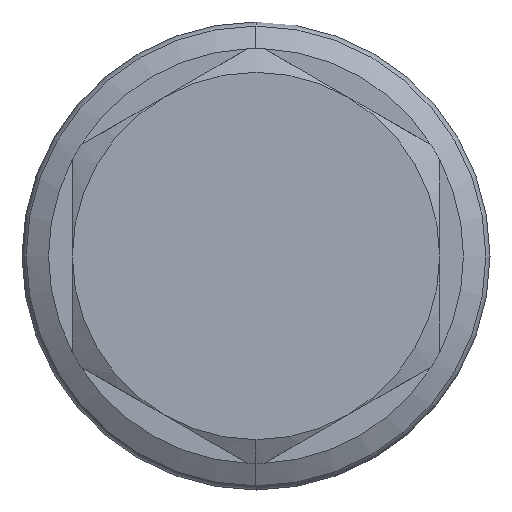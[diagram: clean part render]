
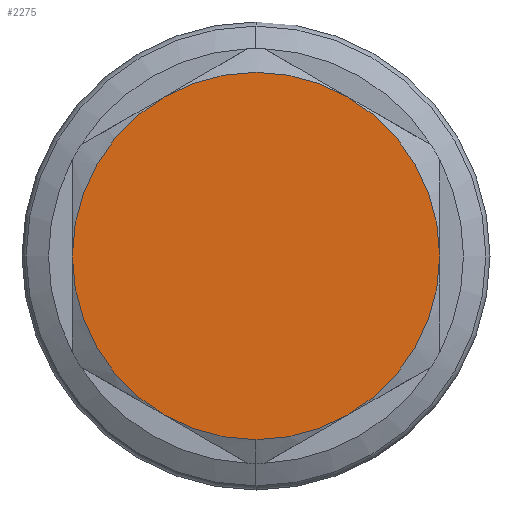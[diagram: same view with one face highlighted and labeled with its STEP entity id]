
A CAD part, left-side view. The second image highlights one B-rep face of the part: STEP entity #2275.
In plain terms, the highlighted planar face has unit normal (-1, 0, 0).
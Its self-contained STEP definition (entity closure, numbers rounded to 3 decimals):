
#120 = VERTEX_POINT ( 'NONE', #9619 ) ;
#435 = VERTEX_POINT ( 'NONE', #4726 ) ;
#590 = FACE_OUTER_BOUND ( 'NONE', #13055, .T. ) ;
#908 = VERTEX_POINT ( 'NONE', #12241 ) ;
#998 = VERTEX_POINT ( 'NONE', #11450 ) ;
#1003 = AXIS2_PLACEMENT_3D ( 'NONE', #7642, #6495, #10653 ) ;
#1363 = CARTESIAN_POINT ( 'NONE',  ( 0., 0., 0. ) ) ;
#1618 = VERTEX_POINT ( 'NONE', #11203 ) ;
#2051 = DIRECTION ( 'NONE',  ( 1., 0., 0. ) ) ;
#2266 = DIRECTION ( 'NONE',  ( 0., 0., -1. ) ) ;
#2275 = ADVANCED_FACE ( 'NONE', ( #590 ), #11589, .T. ) ;
#2518 = CIRCLE ( 'NONE', #10146, 15.85 ) ;
#2677 = CARTESIAN_POINT ( 'NONE',  ( 0., 7.925, -13.727 ) ) ;
#2704 = EDGE_CURVE ( 'NONE', #998, #1618, #2518, .T. ) ;
#2935 = CIRCLE ( 'NONE', #10757, 15.85 ) ;
#2966 = DIRECTION ( 'NONE',  ( 1., 0., 0. ) ) ;
#3081 = DIRECTION ( 'NONE',  ( 0., 0., -1. ) ) ;
#3292 = AXIS2_PLACEMENT_3D ( 'NONE', #10610, #4363, #5274 ) ;
#3370 = CIRCLE ( 'NONE', #4276, 15.85 ) ;
#3576 = DIRECTION ( 'NONE',  ( 0., 0., -1. ) ) ;
#3917 = EDGE_CURVE ( 'NONE', #435, #6148, #10712, .T. ) ;
#4063 = CARTESIAN_POINT ( 'NONE',  ( 0., 0., 0. ) ) ;
#4276 = AXIS2_PLACEMENT_3D ( 'NONE', #11895, #11851, #6759 ) ;
#4363 = DIRECTION ( 'NONE',  ( 1., 0., 0. ) ) ;
#4726 = CARTESIAN_POINT ( 'NONE',  ( 0., 0., -15.85 ) ) ;
#5274 = DIRECTION ( 'NONE',  ( 0., 0., -1. ) ) ;
#6008 = ORIENTED_EDGE ( 'NONE', *, *, #12461, .F. ) ;
#6148 = VERTEX_POINT ( 'NONE', #2677 ) ;
#6443 = ORIENTED_EDGE ( 'NONE', *, *, #2704, .F. ) ;
#6495 = DIRECTION ( 'NONE',  ( -1., 0., 0. ) ) ;
#6504 = EDGE_CURVE ( 'NONE', #12995, #120, #13075, .T. ) ;
#6702 = DIRECTION ( 'NONE',  ( 1., 0., 0. ) ) ;
#6759 = DIRECTION ( 'NONE',  ( 0., 0., -1. ) ) ;
#6819 = ORIENTED_EDGE ( 'NONE', *, *, #8916, .F. ) ;
#7090 = DIRECTION ( 'NONE',  ( 0., 0., -1. ) ) ;
#7308 = AXIS2_PLACEMENT_3D ( 'NONE', #4063, #2966, #7090 ) ;
#7642 = CARTESIAN_POINT ( 'NONE',  ( 0., 0., 0. ) ) ;
#7880 = AXIS2_PLACEMENT_3D ( 'NONE', #10913, #9136, #3081 ) ;
#8320 = CARTESIAN_POINT ( 'NONE',  ( 0., 0., 0. ) ) ;
#8406 = CARTESIAN_POINT ( 'NONE',  ( 0., 0., 0. ) ) ;
#8903 = AXIS2_PLACEMENT_3D ( 'NONE', #1363, #6702, #3576 ) ;
#8916 = EDGE_CURVE ( 'NONE', #908, #12995, #12536, .T. ) ;
#9136 = DIRECTION ( 'NONE',  ( 1., 0., 0. ) ) ;
#9190 = DIRECTION ( 'NONE',  ( 0., 0., -1. ) ) ;
#9463 = EDGE_CURVE ( 'NONE', #120, #998, #3370, .T. ) ;
#9465 = ORIENTED_EDGE ( 'NONE', *, *, #12599, .F. ) ;
#9619 = CARTESIAN_POINT ( 'NONE',  ( 0., -7.925, 13.727 ) ) ;
#10146 = AXIS2_PLACEMENT_3D ( 'NONE', #8406, #10584, #2266 ) ;
#10345 = CIRCLE ( 'NONE', #8903, 15.85 ) ;
#10488 = ORIENTED_EDGE ( 'NONE', *, *, #3917, .F. ) ;
#10584 = DIRECTION ( 'NONE',  ( 1., 0., 0. ) ) ;
#10610 = CARTESIAN_POINT ( 'NONE',  ( 0., 0., 0. ) ) ;
#10653 = DIRECTION ( 'NONE',  ( 0., 0., 1. ) ) ;
#10712 = CIRCLE ( 'NONE', #7880, 15.85 ) ;
#10757 = AXIS2_PLACEMENT_3D ( 'NONE', #8320, #2051, #9190 ) ;
#10913 = CARTESIAN_POINT ( 'NONE',  ( 0., 0., 0. ) ) ;
#11203 = CARTESIAN_POINT ( 'NONE',  ( 0., -7.925, -13.727 ) ) ;
#11450 = CARTESIAN_POINT ( 'NONE',  ( 0., -15.85, 0. ) ) ;
#11563 = CARTESIAN_POINT ( 'NONE',  ( 0., 7.925, 13.727 ) ) ;
#11589 = PLANE ( 'NONE',  #1003 ) ;
#11851 = DIRECTION ( 'NONE',  ( 1., 0., 0. ) ) ;
#11895 = CARTESIAN_POINT ( 'NONE',  ( 0., 0., 0. ) ) ;
#11906 = ORIENTED_EDGE ( 'NONE', *, *, #6504, .F. ) ;
#12241 = CARTESIAN_POINT ( 'NONE',  ( 0., 15.85, 0. ) ) ;
#12461 = EDGE_CURVE ( 'NONE', #6148, #908, #10345, .T. ) ;
#12536 = CIRCLE ( 'NONE', #3292, 15.85 ) ;
#12599 = EDGE_CURVE ( 'NONE', #1618, #435, #2935, .T. ) ;
#12771 = ORIENTED_EDGE ( 'NONE', *, *, #9463, .F. ) ;
#12995 = VERTEX_POINT ( 'NONE', #11563 ) ;
#13055 = EDGE_LOOP ( 'NONE', ( #6008, #10488, #9465, #6443, #12771, #11906, #6819 ) ) ;
#13075 = CIRCLE ( 'NONE', #7308, 15.85 ) ;
